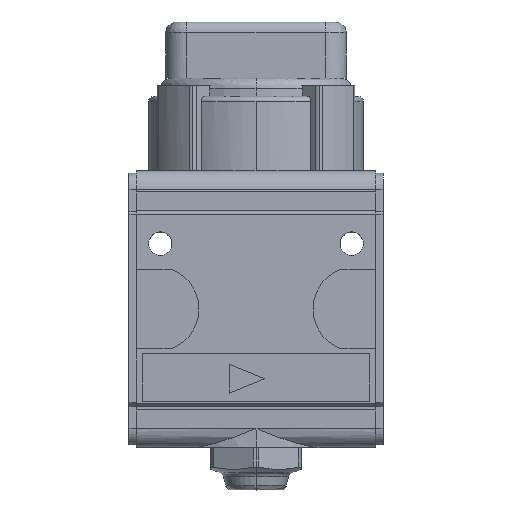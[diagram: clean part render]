
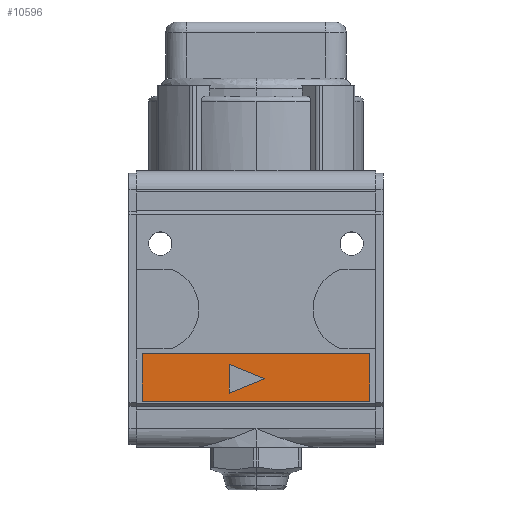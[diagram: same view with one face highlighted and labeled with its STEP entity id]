
A CAD part, top view. The second image highlights one B-rep face of the part: STEP entity #10596.
In plain terms, the highlighted planar face has unit normal (0, 0, 1).
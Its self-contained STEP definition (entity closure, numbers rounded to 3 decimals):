
#199 = DIRECTION ( 'NONE',  ( -1., 0., 0. ) ) ;
#243 = ORIENTED_EDGE ( 'NONE', *, *, #11032, .F. ) ;
#315 = ORIENTED_EDGE ( 'NONE', *, *, #3705, .F. ) ;
#1159 = VERTEX_POINT ( 'NONE', #6220 ) ;
#1180 = LINE ( 'NONE', #3935, #10678 ) ;
#1473 = EDGE_CURVE ( 'NONE', #10483, #8246, #1180, .T. ) ;
#1631 = CARTESIAN_POINT ( 'NONE',  ( -21.4, 8.627, 22.9 ) ) ;
#1632 = DIRECTION ( 'NONE',  ( 0., -1., 0. ) ) ;
#1641 = CARTESIAN_POINT ( 'NONE',  ( 21.4, 8.627, 22.9 ) ) ;
#1691 = ORIENTED_EDGE ( 'NONE', *, *, #10040, .F. ) ;
#1923 = CARTESIAN_POINT ( 'NONE',  ( 1.683, 12.875, 22.9 ) ) ;
#2014 = VECTOR ( 'NONE', #4160, 1000. ) ;
#2189 = CARTESIAN_POINT ( 'NONE',  ( 21.4, 17.627, 22.9 ) ) ;
#2333 = ORIENTED_EDGE ( 'NONE', *, *, #1473, .F. ) ;
#2753 = VERTEX_POINT ( 'NONE', #10108 ) ;
#2910 = VECTOR ( 'NONE', #4987, 1000. ) ;
#2927 = EDGE_CURVE ( 'NONE', #8246, #2753, #3768, .T. ) ;
#3502 = ORIENTED_EDGE ( 'NONE', *, *, #2927, .F. ) ;
#3512 = DIRECTION ( 'NONE',  ( 1., 0., 0. ) ) ;
#3602 = PLANE ( 'NONE',  #4916 ) ;
#3604 = CARTESIAN_POINT ( 'NONE',  ( -5.047, 10.169, 22.9 ) ) ;
#3705 = EDGE_CURVE ( 'NONE', #7341, #10124, #11571, .T. ) ;
#3768 = LINE ( 'NONE', #10500, #2910 ) ;
#3935 = CARTESIAN_POINT ( 'NONE',  ( -21.4, 8.627, 22.9 ) ) ;
#4043 = EDGE_LOOP ( 'NONE', ( #243, #315, #6869 ) ) ;
#4160 = DIRECTION ( 'NONE',  ( -0.928, 0.373, 0. ) ) ;
#4421 = CARTESIAN_POINT ( 'NONE',  ( 21.4, 17.627, 22.9 ) ) ;
#4446 = CARTESIAN_POINT ( 'NONE',  ( 0., 0., 22.9 ) ) ;
#4905 = CARTESIAN_POINT ( 'NONE',  ( 1.683, 12.875, 22.9 ) ) ;
#4913 = CARTESIAN_POINT ( 'NONE',  ( -5.047, 10.169, 22.9 ) ) ;
#4916 = AXIS2_PLACEMENT_3D ( 'NONE', #4446, #5451, #10954 ) ;
#4987 = DIRECTION ( 'NONE',  ( 0., 1., 0. ) ) ;
#5073 = LINE ( 'NONE', #11770, #5496 ) ;
#5451 = DIRECTION ( 'NONE',  ( 0., 0., 1. ) ) ;
#5496 = VECTOR ( 'NONE', #1632, 1000. ) ;
#6220 = CARTESIAN_POINT ( 'NONE',  ( -5.047, 15.581, 22.9 ) ) ;
#6618 = EDGE_CURVE ( 'NONE', #10764, #10483, #10747, .T. ) ;
#6869 = ORIENTED_EDGE ( 'NONE', *, *, #10489, .F. ) ;
#7341 = VERTEX_POINT ( 'NONE', #4913 ) ;
#7377 = VECTOR ( 'NONE', #3512, 1000. ) ;
#7420 = EDGE_LOOP ( 'NONE', ( #7895, #1691, #3502, #2333 ) ) ;
#7895 = ORIENTED_EDGE ( 'NONE', *, *, #6618, .F. ) ;
#7962 = FACE_BOUND ( 'NONE', #4043, .T. ) ;
#8097 = FACE_OUTER_BOUND ( 'NONE', #7420, .T. ) ;
#8246 = VERTEX_POINT ( 'NONE', #1631 ) ;
#8346 = DIRECTION ( 'NONE',  ( 0.928, 0.373, 0. ) ) ;
#9065 = DIRECTION ( 'NONE',  ( 0., -1., 0. ) ) ;
#9993 = VECTOR ( 'NONE', #8346, 1000. ) ;
#10040 = EDGE_CURVE ( 'NONE', #2753, #10764, #11870, .T. ) ;
#10108 = CARTESIAN_POINT ( 'NONE',  ( -21.4, 17.627, 22.9 ) ) ;
#10124 = VERTEX_POINT ( 'NONE', #1923 ) ;
#10483 = VERTEX_POINT ( 'NONE', #11649 ) ;
#10489 = EDGE_CURVE ( 'NONE', #1159, #7341, #5073, .T. ) ;
#10500 = CARTESIAN_POINT ( 'NONE',  ( -21.4, 17.627, 22.9 ) ) ;
#10596 = ADVANCED_FACE ( 'NONE', ( #7962, #8097 ), #3602, .T. ) ;
#10678 = VECTOR ( 'NONE', #199, 1000. ) ;
#10747 = LINE ( 'NONE', #1641, #11473 ) ;
#10764 = VERTEX_POINT ( 'NONE', #2189 ) ;
#10800 = LINE ( 'NONE', #4905, #2014 ) ;
#10954 = DIRECTION ( 'NONE',  ( 1., 0., 0. ) ) ;
#11032 = EDGE_CURVE ( 'NONE', #10124, #1159, #10800, .T. ) ;
#11473 = VECTOR ( 'NONE', #9065, 1000. ) ;
#11571 = LINE ( 'NONE', #3604, #9993 ) ;
#11649 = CARTESIAN_POINT ( 'NONE',  ( 21.4, 8.627, 22.9 ) ) ;
#11770 = CARTESIAN_POINT ( 'NONE',  ( -5.047, 15.581, 22.9 ) ) ;
#11870 = LINE ( 'NONE', #4421, #7377 ) ;
